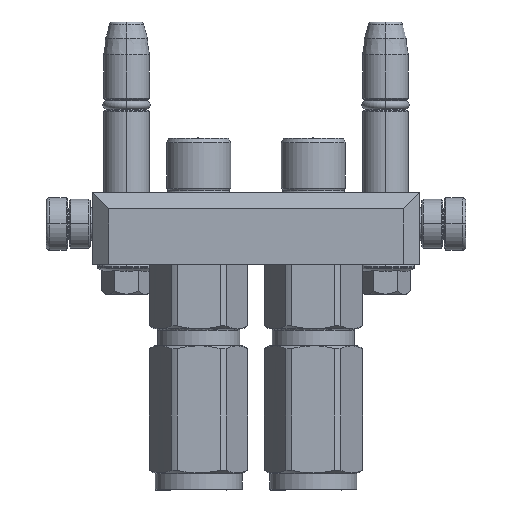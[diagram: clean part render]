
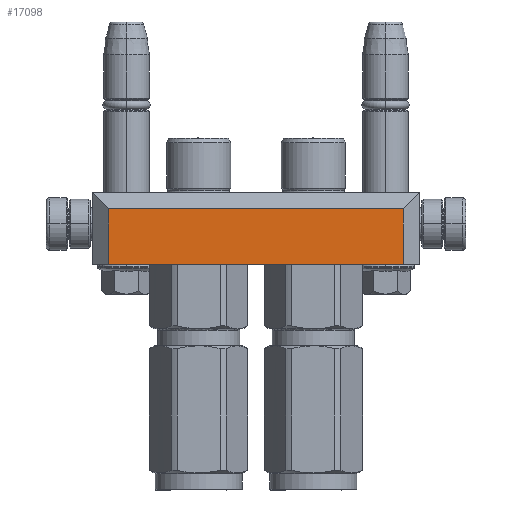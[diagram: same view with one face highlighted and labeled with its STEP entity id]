
A CAD part, left-side view. The second image highlights one B-rep face of the part: STEP entity #17098.
In plain terms, the highlighted face is planar.
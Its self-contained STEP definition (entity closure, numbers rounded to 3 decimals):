
#694 = AXIS2_PLACEMENT_3D ( 'NONE', #28979, #18734, #8930 ) ;
#1118 = VECTOR ( 'NONE', #24424, 1000. ) ;
#2271 = VERTEX_POINT ( 'NONE', #6165 ) ;
#3729 = DIRECTION ( 'NONE',  ( 1., 0., 0. ) ) ;
#4185 = ORIENTED_EDGE ( 'NONE', *, *, #28247, .F. ) ;
#4627 = ORIENTED_EDGE ( 'NONE', *, *, #30226, .F. ) ;
#5451 = VECTOR ( 'NONE', #25259, 1000. ) ;
#5809 = FACE_OUTER_BOUND ( 'NONE', #25764, .T. ) ;
#6165 = CARTESIAN_POINT ( 'NONE',  ( 45., -44.5, 5. ) ) ;
#6240 = ORIENTED_EDGE ( 'NONE', *, *, #16324, .T. ) ;
#7456 = VECTOR ( 'NONE', #15451, 1000. ) ;
#8411 = CARTESIAN_POINT ( 'NONE',  ( -45., -44.5, 22. ) ) ;
#8597 = CARTESIAN_POINT ( 'NONE',  ( -45., -44.5, 22. ) ) ;
#8930 = DIRECTION ( 'NONE',  ( 1., 0., 0. ) ) ;
#9139 = VERTEX_POINT ( 'NONE', #24227 ) ;
#9283 = VECTOR ( 'NONE', #3729, 1000. ) ;
#12001 = CARTESIAN_POINT ( 'NONE',  ( 45., -44.5, 22. ) ) ;
#15451 = DIRECTION ( 'NONE',  ( -1., 0., 0. ) ) ;
#15939 = LINE ( 'NONE', #12001, #1118 ) ;
#16324 = EDGE_CURVE ( 'NONE', #27405, #9139, #24980, .T. ) ;
#17098 = ADVANCED_FACE ( 'NONE', ( #5809 ), #28864, .T. ) ;
#17110 = EDGE_CURVE ( 'NONE', #27405, #17612, #29214, .T. ) ;
#17573 = CARTESIAN_POINT ( 'NONE',  ( -45., -44.5, 22. ) ) ;
#17612 = VERTEX_POINT ( 'NONE', #21015 ) ;
#18734 = DIRECTION ( 'NONE',  ( 0., -1., 0. ) ) ;
#20727 = LINE ( 'NONE', #30295, #7456 ) ;
#21015 = CARTESIAN_POINT ( 'NONE',  ( 45., -44.5, 22. ) ) ;
#24227 = CARTESIAN_POINT ( 'NONE',  ( -45., -44.5, 5. ) ) ;
#24424 = DIRECTION ( 'NONE',  ( 0., 0., -1. ) ) ;
#24980 = LINE ( 'NONE', #17573, #5451 ) ;
#25259 = DIRECTION ( 'NONE',  ( 0., 0., -1. ) ) ;
#25764 = EDGE_LOOP ( 'NONE', ( #4185, #28559, #6240, #4627 ) ) ;
#27405 = VERTEX_POINT ( 'NONE', #8411 ) ;
#28247 = EDGE_CURVE ( 'NONE', #17612, #2271, #15939, .T. ) ;
#28559 = ORIENTED_EDGE ( 'NONE', *, *, #17110, .F. ) ;
#28864 = PLANE ( 'NONE',  #694 ) ;
#28979 = CARTESIAN_POINT ( 'NONE',  ( -50., -44.5, 0. ) ) ;
#29214 = LINE ( 'NONE', #8597, #9283 ) ;
#30226 = EDGE_CURVE ( 'NONE', #2271, #9139, #20727, .T. ) ;
#30295 = CARTESIAN_POINT ( 'NONE',  ( 45., -44.5, 5. ) ) ;
